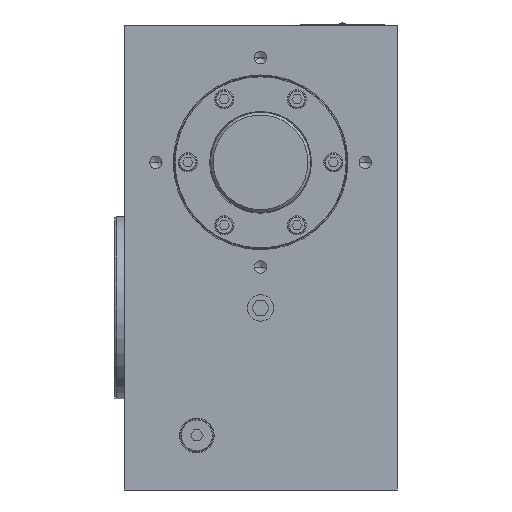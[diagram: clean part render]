
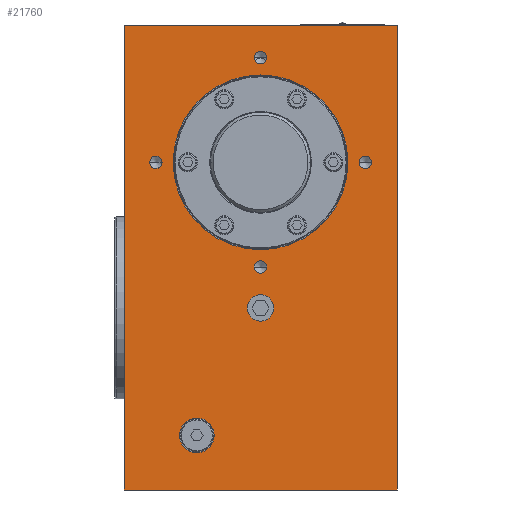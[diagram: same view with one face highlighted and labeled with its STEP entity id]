
A CAD part, left-side view. The second image highlights one B-rep face of the part: STEP entity #21760.
In plain terms, the highlighted planar face has unit normal (-1, 0, 0).
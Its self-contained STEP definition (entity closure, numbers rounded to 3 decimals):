
#203=DIRECTION('',(0.,1.,0.));
#204=VECTOR('',#203,150.);
#205=CARTESIAN_POINT('',(-105.,-75.,-100.));
#206=LINE('',#205,#204);
#207=CARTESIAN_POINT('',(-105.,0.,80.));
#208=DIRECTION('',(1.,0.,0.));
#209=DIRECTION('',(0.,1.,0.));
#210=AXIS2_PLACEMENT_3D('',#207,#208,#209);
#212=CARTESIAN_POINT('',(-105.,0.,80.));
#213=DIRECTION('',(1.,0.,0.));
#214=DIRECTION('',(0.,-1.,0.));
#215=AXIS2_PLACEMENT_3D('',#212,#213,#214);
#217=CARTESIAN_POINT('',(-105.,0.,22.5));
#218=DIRECTION('',(-1.,0.,0.));
#219=DIRECTION('',(0.,1.,0.));
#220=AXIS2_PLACEMENT_3D('',#217,#218,#219);
#222=CARTESIAN_POINT('',(-105.,0.,22.5));
#223=DIRECTION('',(-1.,0.,0.));
#224=DIRECTION('',(0.,-1.,0.));
#225=AXIS2_PLACEMENT_3D('',#222,#223,#224);
#227=CARTESIAN_POINT('',(-105.,57.5,80.));
#228=DIRECTION('',(-1.,0.,0.));
#229=DIRECTION('',(0.,1.,0.));
#230=AXIS2_PLACEMENT_3D('',#227,#228,#229);
#232=CARTESIAN_POINT('',(-105.,57.5,80.));
#233=DIRECTION('',(-1.,0.,0.));
#234=DIRECTION('',(0.,-1.,0.));
#235=AXIS2_PLACEMENT_3D('',#232,#233,#234);
#237=CARTESIAN_POINT('',(-105.,0.,137.5));
#238=DIRECTION('',(-1.,0.,0.));
#239=DIRECTION('',(0.,1.,0.));
#240=AXIS2_PLACEMENT_3D('',#237,#238,#239);
#242=CARTESIAN_POINT('',(-105.,0.,137.5));
#243=DIRECTION('',(-1.,0.,0.));
#244=DIRECTION('',(0.,-1.,0.));
#245=AXIS2_PLACEMENT_3D('',#242,#243,#244);
#247=CARTESIAN_POINT('',(-105.,-57.5,80.));
#248=DIRECTION('',(-1.,0.,0.));
#249=DIRECTION('',(0.,1.,0.));
#250=AXIS2_PLACEMENT_3D('',#247,#248,#249);
#252=CARTESIAN_POINT('',(-105.,-57.5,80.));
#253=DIRECTION('',(-1.,0.,0.));
#254=DIRECTION('',(0.,-1.,0.));
#255=AXIS2_PLACEMENT_3D('',#252,#253,#254);
#257=CARTESIAN_POINT('',(-105.,35.,-70.));
#258=DIRECTION('',(-1.,0.,0.));
#259=DIRECTION('',(0.,1.,0.));
#260=AXIS2_PLACEMENT_3D('',#257,#258,#259);
#262=CARTESIAN_POINT('',(-105.,35.,-70.));
#263=DIRECTION('',(-1.,0.,0.));
#264=DIRECTION('',(0.,-1.,0.));
#265=AXIS2_PLACEMENT_3D('',#262,#263,#264);
#267=CARTESIAN_POINT('',(-105.,0.,0.));
#268=DIRECTION('',(-1.,0.,0.));
#269=DIRECTION('',(0.,1.,0.));
#270=AXIS2_PLACEMENT_3D('',#267,#268,#269);
#272=CARTESIAN_POINT('',(-105.,0.,0.));
#273=DIRECTION('',(-1.,0.,0.));
#274=DIRECTION('',(0.,-1.,0.));
#275=AXIS2_PLACEMENT_3D('',#272,#273,#274);
#285=DIRECTION('',(0.,0.,1.));
#286=VECTOR('',#285,255.);
#287=CARTESIAN_POINT('',(-105.,-75.,-100.));
#288=LINE('',#287,#286);
#447=DIRECTION('',(0.,1.,0.));
#448=VECTOR('',#447,150.);
#449=CARTESIAN_POINT('',(-105.,-75.,155.));
#450=LINE('',#449,#448);
#545=DIRECTION('',(0.,0.,1.));
#546=VECTOR('',#545,255.);
#547=CARTESIAN_POINT('',(-105.,75.,-100.));
#548=LINE('',#547,#546);
#18655=CARTESIAN_POINT('',(-105.,-75.,-100.));
#18656=CARTESIAN_POINT('',(-105.,-75.,155.));
#18657=VERTEX_POINT('',#18655);
#18658=VERTEX_POINT('',#18656);
#18663=CARTESIAN_POINT('',(-105.,75.,-100.));
#18664=CARTESIAN_POINT('',(-105.,75.,155.));
#18665=VERTEX_POINT('',#18663);
#18666=VERTEX_POINT('',#18664);
#18681=CARTESIAN_POINT('',(-105.,48.,80.));
#18682=CARTESIAN_POINT('',(-105.,-48.,80.));
#18683=VERTEX_POINT('',#18681);
#18684=VERTEX_POINT('',#18682);
#18899=CARTESIAN_POINT('',(-105.,3.4,22.5));
#18900=CARTESIAN_POINT('',(-105.,-3.4,22.5));
#18901=VERTEX_POINT('',#18899);
#18902=VERTEX_POINT('',#18900);
#19113=CARTESIAN_POINT('',(-105.,3.4,137.5));
#19114=CARTESIAN_POINT('',(-105.,-3.4,137.5));
#19115=VERTEX_POINT('',#19113);
#19116=VERTEX_POINT('',#19114);
#19123=CARTESIAN_POINT('',(-105.,-54.1,80.));
#19124=CARTESIAN_POINT('',(-105.,-60.9,80.));
#19125=VERTEX_POINT('',#19123);
#19126=VERTEX_POINT('',#19124);
#19347=CARTESIAN_POINT('',(-105.,44.5,-70.));
#19348=VERTEX_POINT('',#19347);
#19349=CARTESIAN_POINT('',(-105.,25.5,-70.));
#19350=VERTEX_POINT('',#19349);
#19367=CARTESIAN_POINT('',(-105.,7.25,0.));
#19368=CARTESIAN_POINT('',(-105.,-7.25,0.));
#19369=VERTEX_POINT('',#19367);
#19370=VERTEX_POINT('',#19368);
#19387=CARTESIAN_POINT('',(-105.,60.9,80.));
#19388=CARTESIAN_POINT('',(-105.,54.1,80.));
#19389=VERTEX_POINT('',#19387);
#19390=VERTEX_POINT('',#19388);
#21705=CARTESIAN_POINT('',(-105.,-75.,-100.));
#21706=DIRECTION('',(-1.,0.,0.));
#21707=DIRECTION('',(0.,0.,1.));
#21708=AXIS2_PLACEMENT_3D('',#21705,#21706,#21707);
#21709=PLANE('',#21708);
#21711=ORIENTED_EDGE('',*,*,#21710,.F.);
#21713=ORIENTED_EDGE('',*,*,#21712,.T.);
#21715=ORIENTED_EDGE('',*,*,#21714,.T.);
#21717=ORIENTED_EDGE('',*,*,#21716,.F.);
#21718=EDGE_LOOP('',(#21711,#21713,#21715,#21717));
#21719=FACE_OUTER_BOUND('',#21718,.F.);
#21721=ORIENTED_EDGE('',*,*,#21720,.F.);
#21723=ORIENTED_EDGE('',*,*,#21722,.F.);
#21724=EDGE_LOOP('',(#21721,#21723));
#21725=FACE_BOUND('',#21724,.F.);
#21727=ORIENTED_EDGE('',*,*,#21726,.T.);
#21729=ORIENTED_EDGE('',*,*,#21728,.T.);
#21730=EDGE_LOOP('',(#21727,#21729));
#21731=FACE_BOUND('',#21730,.F.);
#21733=ORIENTED_EDGE('',*,*,#21732,.T.);
#21735=ORIENTED_EDGE('',*,*,#21734,.T.);
#21736=EDGE_LOOP('',(#21733,#21735));
#21737=FACE_BOUND('',#21736,.F.);
#21739=ORIENTED_EDGE('',*,*,#21738,.T.);
#21741=ORIENTED_EDGE('',*,*,#21740,.T.);
#21742=EDGE_LOOP('',(#21739,#21741));
#21743=FACE_BOUND('',#21742,.F.);
#21745=ORIENTED_EDGE('',*,*,#21744,.T.);
#21747=ORIENTED_EDGE('',*,*,#21746,.T.);
#21748=EDGE_LOOP('',(#21745,#21747));
#21749=FACE_BOUND('',#21748,.F.);
#21750=ORIENTED_EDGE('',*,*,#21663,.T.);
#21751=ORIENTED_EDGE('',*,*,#21686,.T.);
#21752=EDGE_LOOP('',(#21750,#21751));
#21753=FACE_BOUND('',#21752,.F.);
#21755=ORIENTED_EDGE('',*,*,#21754,.T.);
#21757=ORIENTED_EDGE('',*,*,#21756,.T.);
#21758=EDGE_LOOP('',(#21755,#21757));
#21759=FACE_BOUND('',#21758,.F.);
#21760=ADVANCED_FACE('',(#21719,#21725,#21731,#21737,#21743,#21749,#21753,
#21759),#21709,.T.);
#211=CIRCLE('',#210,48.);
#216=CIRCLE('',#215,48.);
#221=CIRCLE('',#220,3.4);
#226=CIRCLE('',#225,3.4);
#231=CIRCLE('',#230,3.4);
#236=CIRCLE('',#235,3.4);
#241=CIRCLE('',#240,3.4);
#246=CIRCLE('',#245,3.4);
#251=CIRCLE('',#250,3.4);
#256=CIRCLE('',#255,3.4);
#261=CIRCLE('',#260,9.5);
#266=CIRCLE('',#265,9.5);
#271=CIRCLE('',#270,7.25);
#276=CIRCLE('',#275,7.25);
#21663=EDGE_CURVE('',#19348,#19350,#261,.T.);
#21686=EDGE_CURVE('',#19350,#19348,#266,.T.);
#21710=EDGE_CURVE('',#18657,#18658,#288,.T.);
#21712=EDGE_CURVE('',#18657,#18665,#206,.T.);
#21714=EDGE_CURVE('',#18665,#18666,#548,.T.);
#21716=EDGE_CURVE('',#18658,#18666,#450,.T.);
#21720=EDGE_CURVE('',#18683,#18684,#211,.T.);
#21722=EDGE_CURVE('',#18684,#18683,#216,.T.);
#21726=EDGE_CURVE('',#18901,#18902,#221,.T.);
#21728=EDGE_CURVE('',#18902,#18901,#226,.T.);
#21732=EDGE_CURVE('',#19389,#19390,#231,.T.);
#21734=EDGE_CURVE('',#19390,#19389,#236,.T.);
#21738=EDGE_CURVE('',#19115,#19116,#241,.T.);
#21740=EDGE_CURVE('',#19116,#19115,#246,.T.);
#21744=EDGE_CURVE('',#19125,#19126,#251,.T.);
#21746=EDGE_CURVE('',#19126,#19125,#256,.T.);
#21754=EDGE_CURVE('',#19369,#19370,#271,.T.);
#21756=EDGE_CURVE('',#19370,#19369,#276,.T.);
